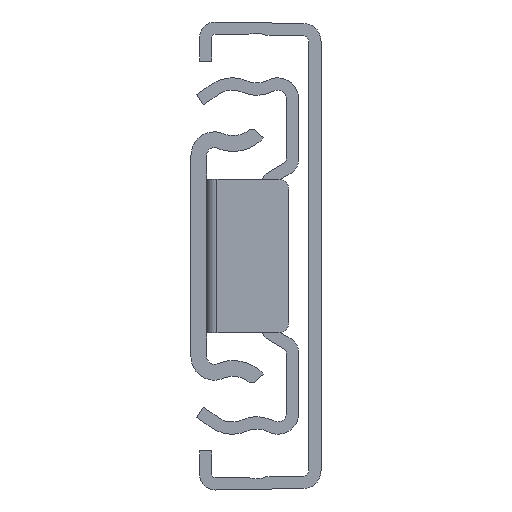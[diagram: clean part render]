
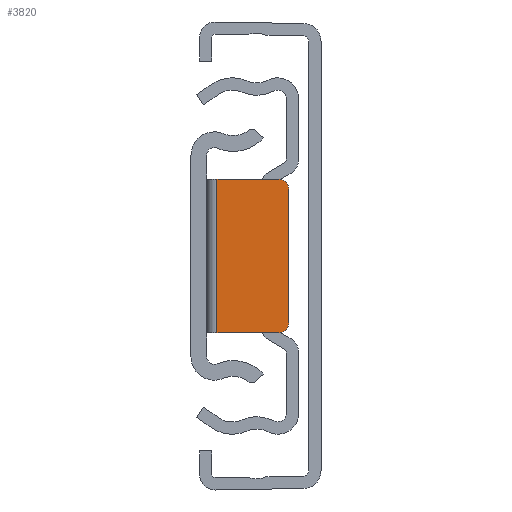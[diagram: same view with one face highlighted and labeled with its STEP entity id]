
A CAD part, left-side view. The second image highlights one B-rep face of the part: STEP entity #3820.
In plain terms, the highlighted face is planar.
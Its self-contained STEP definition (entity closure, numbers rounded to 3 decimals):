
#33 = VECTOR ( 'NONE', #7286, 1000. ) ;
#373 = LINE ( 'NONE', #2853, #7842 ) ;
#581 = EDGE_LOOP ( 'NONE', ( #6884, #4246, #7303, #2514, #5694, #4601 ) ) ;
#622 = CARTESIAN_POINT ( 'NONE',  ( -7.5, -2.541, -1.5 ) ) ;
#776 = DIRECTION ( 'NONE',  ( 0., 0., 1. ) ) ;
#1262 = DIRECTION ( 'NONE',  ( 1., 0., 0. ) ) ;
#1326 = LINE ( 'NONE', #4156, #33 ) ;
#1333 = VECTOR ( 'NONE', #1262, 1000. ) ;
#1334 = VERTEX_POINT ( 'NONE', #622 ) ;
#1343 = AXIS2_PLACEMENT_3D ( 'NONE', #1524, #7681, #6604 ) ;
#1424 = LINE ( 'NONE', #7454, #1333 ) ;
#1524 = CARTESIAN_POINT ( 'NONE',  ( 6.5, -8.541, -1.5 ) ) ;
#1545 = EDGE_CURVE ( 'NONE', #2689, #2540, #373, .T. ) ;
#1691 = EDGE_CURVE ( 'NONE', #4378, #1334, #1326, .T. ) ;
#1843 = EDGE_CURVE ( 'NONE', #2349, #4378, #5727, .T. ) ;
#1960 = CARTESIAN_POINT ( 'NONE',  ( 7.5, -8.541, -1.5 ) ) ;
#1973 = CARTESIAN_POINT ( 'NONE',  ( 7.5, -2.541, -1.5 ) ) ;
#2229 = EDGE_CURVE ( 'NONE', #1334, #2540, #7556, .T. ) ;
#2349 = VERTEX_POINT ( 'NONE', #5350 ) ;
#2514 = ORIENTED_EDGE ( 'NONE', *, *, #1843, .T. ) ;
#2540 = VERTEX_POINT ( 'NONE', #7961 ) ;
#2689 = VERTEX_POINT ( 'NONE', #1960 ) ;
#2853 = CARTESIAN_POINT ( 'NONE',  ( 7.5, -9.541, -1.5 ) ) ;
#3447 = VERTEX_POINT ( 'NONE', #7370 ) ;
#3820 = ADVANCED_FACE ( 'NONE', ( #5905 ), #5296, .F. ) ;
#4084 = VECTOR ( 'NONE', #4462, 1000. ) ;
#4156 = CARTESIAN_POINT ( 'NONE',  ( -7.5, -9.541, -1.5 ) ) ;
#4246 = ORIENTED_EDGE ( 'NONE', *, *, #4722, .T. ) ;
#4378 = VERTEX_POINT ( 'NONE', #6935 ) ;
#4462 = DIRECTION ( 'NONE',  ( 1., 0., 0. ) ) ;
#4601 = ORIENTED_EDGE ( 'NONE', *, *, #2229, .T. ) ;
#4680 = AXIS2_PLACEMENT_3D ( 'NONE', #6653, #6543, #4826 ) ;
#4722 = EDGE_CURVE ( 'NONE', #2689, #3447, #7601, .T. ) ;
#4826 = DIRECTION ( 'NONE',  ( 1., 0., 0. ) ) ;
#5296 = PLANE ( 'NONE',  #5758 ) ;
#5339 = DIRECTION ( 'NONE',  ( 0., 1., 0. ) ) ;
#5350 = CARTESIAN_POINT ( 'NONE',  ( -6.5, -9.541, -1.5 ) ) ;
#5694 = ORIENTED_EDGE ( 'NONE', *, *, #1691, .T. ) ;
#5727 = CIRCLE ( 'NONE', #4680, 1. ) ;
#5742 = DIRECTION ( 'NONE',  ( 1., 0., 0. ) ) ;
#5758 = AXIS2_PLACEMENT_3D ( 'NONE', #7780, #776, #5742 ) ;
#5905 = FACE_OUTER_BOUND ( 'NONE', #581, .T. ) ;
#6441 = EDGE_CURVE ( 'NONE', #2349, #3447, #1424, .T. ) ;
#6543 = DIRECTION ( 'NONE',  ( 0., 0., -1. ) ) ;
#6604 = DIRECTION ( 'NONE',  ( 1., 0., 0. ) ) ;
#6653 = CARTESIAN_POINT ( 'NONE',  ( -6.5, -8.541, -1.5 ) ) ;
#6884 = ORIENTED_EDGE ( 'NONE', *, *, #1545, .F. ) ;
#6935 = CARTESIAN_POINT ( 'NONE',  ( -7.5, -8.541, -1.5 ) ) ;
#7286 = DIRECTION ( 'NONE',  ( 0., 1., 0. ) ) ;
#7303 = ORIENTED_EDGE ( 'NONE', *, *, #6441, .F. ) ;
#7370 = CARTESIAN_POINT ( 'NONE',  ( 6.5, -9.541, -1.5 ) ) ;
#7454 = CARTESIAN_POINT ( 'NONE',  ( -7.5, -9.541, -1.5 ) ) ;
#7556 = LINE ( 'NONE', #1973, #4084 ) ;
#7601 = CIRCLE ( 'NONE', #1343, 1. ) ;
#7681 = DIRECTION ( 'NONE',  ( 0., 0., -1. ) ) ;
#7780 = CARTESIAN_POINT ( 'NONE',  ( -7.5, -9.541, -1.5 ) ) ;
#7842 = VECTOR ( 'NONE', #5339, 1000. ) ;
#7961 = CARTESIAN_POINT ( 'NONE',  ( 7.5, -2.541, -1.5 ) ) ;
